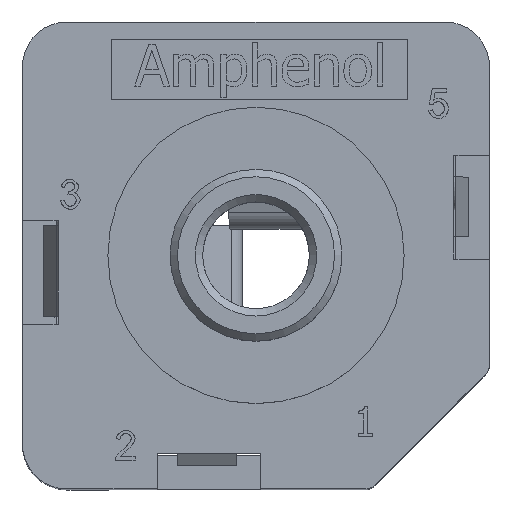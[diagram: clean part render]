
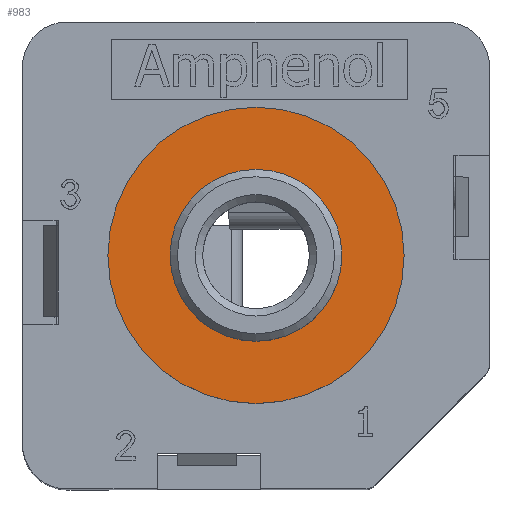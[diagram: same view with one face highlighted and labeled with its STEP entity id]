
A CAD part, top view. The second image highlights one B-rep face of the part: STEP entity #983.
In plain terms, the highlighted planar face has unit normal (0, 0, 1).
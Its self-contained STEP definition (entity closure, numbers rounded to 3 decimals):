
#851 = VERTEX_POINT('',#852);
#852 = CARTESIAN_POINT('',(-5.02,-0.02,24.1));
#858 = CYLINDRICAL_SURFACE('',#859,5.);
#859 = AXIS2_PLACEMENT_3D('',#860,#861,#862);
#860 = CARTESIAN_POINT('',(-0.02,-0.02,22.9));
#861 = DIRECTION('',(0.,0.,1.));
#862 = DIRECTION('',(1.,0.,0.));
#877 = EDGE_CURVE('',#851,#851,#878,.T.);
#878 = SURFACE_CURVE('',#879,(#884,#913),.PCURVE_S1.);
#879 = CIRCLE('',#880,5.);
#880 = AXIS2_PLACEMENT_3D('',#881,#882,#883);
#881 = CARTESIAN_POINT('',(-0.02,-0.02,24.1));
#882 = DIRECTION('',(0.,0.,-1.));
#883 = DIRECTION('',(1.,0.,0.));
#884 = PCURVE('',#858,#885);
#885 = DEFINITIONAL_REPRESENTATION('',(#886),#912);
#886 = B_SPLINE_CURVE_WITH_KNOTS('',3,(#887,#888,#889,#890,#891,#892,
    #893,#894,#895,#896,#897,#898,#899,#900,#901,#902,#903,#904,#905,
    #906,#907,#908,#909,#910,#911),.UNSPECIFIED.,.F.,.F.,(4,1,1,1,1,1,1,
    1,1,1,1,1,1,1,1,1,1,1,1,1,1,1,4),(3.142,3.427,
    3.713,3.998,4.284,4.57,
    4.855,5.141,5.426,5.712,
    5.998,6.283,6.569,6.854,
    7.14,7.426,7.711,7.997,
    8.282,8.568,8.854,9.139,
    9.425),.QUASI_UNIFORM_KNOTS.);
#887 = CARTESIAN_POINT('',(9.425,1.2));
#888 = CARTESIAN_POINT('',(9.33,1.2));
#889 = CARTESIAN_POINT('',(9.139,1.2));
#890 = CARTESIAN_POINT('',(8.854,1.2));
#891 = CARTESIAN_POINT('',(8.568,1.2));
#892 = CARTESIAN_POINT('',(8.282,1.2));
#893 = CARTESIAN_POINT('',(7.997,1.2));
#894 = CARTESIAN_POINT('',(7.711,1.2));
#895 = CARTESIAN_POINT('',(7.426,1.2));
#896 = CARTESIAN_POINT('',(7.14,1.2));
#897 = CARTESIAN_POINT('',(6.854,1.2));
#898 = CARTESIAN_POINT('',(6.569,1.2));
#899 = CARTESIAN_POINT('',(6.283,1.2));
#900 = CARTESIAN_POINT('',(5.998,1.2));
#901 = CARTESIAN_POINT('',(5.712,1.2));
#902 = CARTESIAN_POINT('',(5.426,1.2));
#903 = CARTESIAN_POINT('',(5.141,1.2));
#904 = CARTESIAN_POINT('',(4.855,1.2));
#905 = CARTESIAN_POINT('',(4.57,1.2));
#906 = CARTESIAN_POINT('',(4.284,1.2));
#907 = CARTESIAN_POINT('',(3.998,1.2));
#908 = CARTESIAN_POINT('',(3.713,1.2));
#909 = CARTESIAN_POINT('',(3.427,1.2));
#910 = CARTESIAN_POINT('',(3.237,1.2));
#911 = CARTESIAN_POINT('',(3.142,1.2));
#912 = ( GEOMETRIC_REPRESENTATION_CONTEXT(2) 
PARAMETRIC_REPRESENTATION_CONTEXT() REPRESENTATION_CONTEXT('2D SPACE',''
  ) );
#913 = PCURVE('',#914,#919);
#914 = PLANE('',#915);
#915 = AXIS2_PLACEMENT_3D('',#916,#917,#918);
#916 = CARTESIAN_POINT('',(-0.02,-0.02,24.1));
#917 = DIRECTION('',(0.,0.,1.));
#918 = DIRECTION('',(1.,0.,0.));
#919 = DEFINITIONAL_REPRESENTATION('',(#920),#928);
#920 = ( BOUNDED_CURVE() B_SPLINE_CURVE(2,(#921,#922,#923,#924,#925,#926
,#927),.UNSPECIFIED.,.T.,.F.) B_SPLINE_CURVE_WITH_KNOTS((1,2,2,2,2,1),(
    -2.094,0.,2.094,4.189,6.283,
8.378),.UNSPECIFIED.) CURVE() GEOMETRIC_REPRESENTATION_ITEM() 
RATIONAL_B_SPLINE_CURVE((1.,0.5,1.,0.5,1.,0.5,1.)) REPRESENTATION_ITEM(
  '') );
#921 = CARTESIAN_POINT('',(5.,0.));
#922 = CARTESIAN_POINT('',(5.,-8.66));
#923 = CARTESIAN_POINT('',(-2.5,-4.33));
#924 = CARTESIAN_POINT('',(-10.,0.));
#925 = CARTESIAN_POINT('',(-2.5,4.33));
#926 = CARTESIAN_POINT('',(5.,8.66));
#927 = CARTESIAN_POINT('',(5.,0.));
#928 = ( GEOMETRIC_REPRESENTATION_CONTEXT(2) 
PARAMETRIC_REPRESENTATION_CONTEXT() REPRESENTATION_CONTEXT('2D SPACE',''
  ) );
#983 = ADVANCED_FACE('',(#984,#987),#914,.T.);
#984 = FACE_BOUND('',#985,.T.);
#985 = EDGE_LOOP('',(#986));
#986 = ORIENTED_EDGE('',*,*,#877,.F.);
#987 = FACE_BOUND('',#988,.T.);
#988 = EDGE_LOOP('',(#989));
#989 = ORIENTED_EDGE('',*,*,#990,.F.);
#990 = EDGE_CURVE('',#991,#991,#993,.T.);
#991 = VERTEX_POINT('',#992);
#992 = CARTESIAN_POINT('',(-2.92,-0.02,24.1));
#993 = SURFACE_CURVE('',#994,(#999,#1006),.PCURVE_S1.);
#994 = CIRCLE('',#995,2.9);
#995 = AXIS2_PLACEMENT_3D('',#996,#997,#998);
#996 = CARTESIAN_POINT('',(-0.02,-0.02,24.1));
#997 = DIRECTION('',(0.,0.,1.));
#998 = DIRECTION('',(-1.,0.,0.));
#999 = PCURVE('',#914,#1000);
#1000 = DEFINITIONAL_REPRESENTATION('',(#1001),#1005);
#1001 = CIRCLE('',#1002,2.9);
#1002 = AXIS2_PLACEMENT_2D('',#1003,#1004);
#1003 = CARTESIAN_POINT('',(0.,0.));
#1004 = DIRECTION('',(-1.,0.));
#1005 = ( GEOMETRIC_REPRESENTATION_CONTEXT(2) 
PARAMETRIC_REPRESENTATION_CONTEXT() REPRESENTATION_CONTEXT('2D SPACE',''
  ) );
#1006 = PCURVE('',#1007,#1012);
#1007 = CYLINDRICAL_SURFACE('',#1008,2.9);
#1008 = AXIS2_PLACEMENT_3D('',#1009,#1010,#1011);
#1009 = CARTESIAN_POINT('',(-0.02,-0.02,22.9));
#1010 = DIRECTION('',(0.,0.,1.));
#1011 = DIRECTION('',(-1.,0.,0.));
#1012 = DEFINITIONAL_REPRESENTATION('',(#1013),#1039);
#1013 = B_SPLINE_CURVE_WITH_KNOTS('',3,(#1014,#1015,#1016,#1017,#1018,
    #1019,#1020,#1021,#1022,#1023,#1024,#1025,#1026,#1027,#1028,#1029,
    #1030,#1031,#1032,#1033,#1034,#1035,#1036,#1037,#1038),
  .UNSPECIFIED.,.F.,.F.,(4,1,1,1,1,1,1,1,1,1,1,1,1,1,1,1,1,1,1,1,1,1,4),
  (0.,0.286,0.571,0.857,1.142,
    1.428,1.714,1.999,2.285,
    2.57,2.856,3.142,3.427,
    3.713,3.998,4.284,4.57,
    4.855,5.141,5.426,5.712,
    5.998,6.283),.QUASI_UNIFORM_KNOTS.);
#1014 = CARTESIAN_POINT('',(0.,1.2));
#1015 = CARTESIAN_POINT('',(0.095,1.2));
#1016 = CARTESIAN_POINT('',(0.286,1.2));
#1017 = CARTESIAN_POINT('',(0.571,1.2));
#1018 = CARTESIAN_POINT('',(0.857,1.2));
#1019 = CARTESIAN_POINT('',(1.142,1.2));
#1020 = CARTESIAN_POINT('',(1.428,1.2));
#1021 = CARTESIAN_POINT('',(1.714,1.2));
#1022 = CARTESIAN_POINT('',(1.999,1.2));
#1023 = CARTESIAN_POINT('',(2.285,1.2));
#1024 = CARTESIAN_POINT('',(2.57,1.2));
#1025 = CARTESIAN_POINT('',(2.856,1.2));
#1026 = CARTESIAN_POINT('',(3.142,1.2));
#1027 = CARTESIAN_POINT('',(3.427,1.2));
#1028 = CARTESIAN_POINT('',(3.713,1.2));
#1029 = CARTESIAN_POINT('',(3.998,1.2));
#1030 = CARTESIAN_POINT('',(4.284,1.2));
#1031 = CARTESIAN_POINT('',(4.57,1.2));
#1032 = CARTESIAN_POINT('',(4.855,1.2));
#1033 = CARTESIAN_POINT('',(5.141,1.2));
#1034 = CARTESIAN_POINT('',(5.426,1.2));
#1035 = CARTESIAN_POINT('',(5.712,1.2));
#1036 = CARTESIAN_POINT('',(5.998,1.2));
#1037 = CARTESIAN_POINT('',(6.188,1.2));
#1038 = CARTESIAN_POINT('',(6.283,1.2));
#1039 = ( GEOMETRIC_REPRESENTATION_CONTEXT(2) 
PARAMETRIC_REPRESENTATION_CONTEXT() REPRESENTATION_CONTEXT('2D SPACE',''
  ) );
